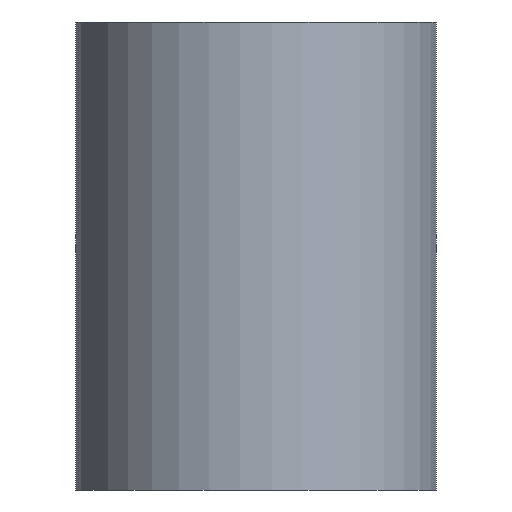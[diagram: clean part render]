
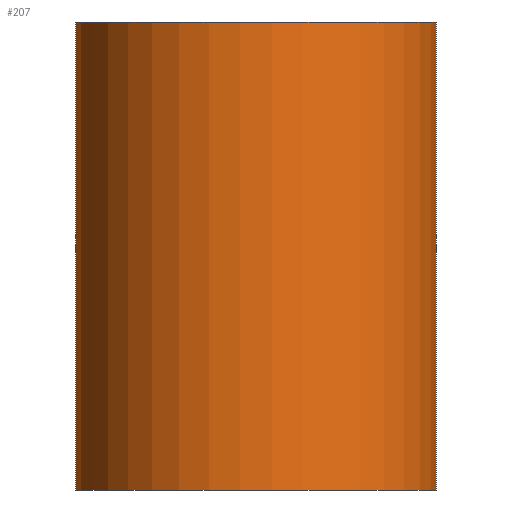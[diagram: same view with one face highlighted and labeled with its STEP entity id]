
A CAD part, left-side view. The second image highlights one B-rep face of the part: STEP entity #207.
In plain terms, the highlighted cylindrical face has radius 58 mm (diameter 116 mm), a partial arc.
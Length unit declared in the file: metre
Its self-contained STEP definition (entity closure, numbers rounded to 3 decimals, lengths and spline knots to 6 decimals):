
#73=CARTESIAN_POINT('',(-0.1119,-0.056,0.0));
#74=VERTEX_POINT('',#73);
#75=CARTESIAN_POINT('',(-0.1119,-0.056,0.15));
#76=VERTEX_POINT('',#75);
#77=CARTESIAN_POINT('',(-0.1119,-0.056,0.0));
#78=DIRECTION('',(0.0,0.0,1.0));
#79=VECTOR('',#78,0.15);
#80=LINE('',#77,#79);
#81=EDGE_CURVE('',#74,#76,#80,.T.);
#123=CARTESIAN_POINT('',(-0.1119,0.056,0.0));
#124=VERTEX_POINT('',#123);
#125=CARTESIAN_POINT('',(-0.127,0.,0.0));
#126=DIRECTION('',(0.0,0.0,-1.0));
#127=DIRECTION('',(-1.0,0.0,0.0));
#128=AXIS2_PLACEMENT_3D('',#125,#126,#127);
#129=CIRCLE('',#128,0.058);
#130=EDGE_CURVE('',#74,#124,#129,.T.);
#146=CARTESIAN_POINT('',(-0.1119,0.056,0.15));
#147=VERTEX_POINT('',#146);
#148=CARTESIAN_POINT('',(-0.1119,0.056,0.15));
#149=DIRECTION('',(0.0,0.0,-1.0));
#150=VECTOR('',#149,0.15);
#151=LINE('',#148,#150);
#152=EDGE_CURVE('',#147,#124,#151,.T.);
#190=CARTESIAN_POINT('',(-0.127,0.,0.0));
#191=DIRECTION('',(0.0,0.0,1.0));
#192=DIRECTION('',(-1.0,0.0,0.0));
#193=AXIS2_PLACEMENT_3D('',#190,#191,#192);
#194=CYLINDRICAL_SURFACE('',#193,0.058);
#195=ORIENTED_EDGE('',*,*,#81,.T.);
#196=CARTESIAN_POINT('',(-0.127,0.,0.15));
#197=DIRECTION('',(0.0,0.0,-1.0));
#198=DIRECTION('',(-1.0,0.0,0.0));
#199=AXIS2_PLACEMENT_3D('',#196,#197,#198);
#200=CIRCLE('',#199,0.058);
#201=EDGE_CURVE('',#76,#147,#200,.T.);
#202=ORIENTED_EDGE('',*,*,#201,.T.);
#203=ORIENTED_EDGE('',*,*,#152,.T.);
#204=ORIENTED_EDGE('',*,*,#130,.F.);
#205=EDGE_LOOP('',(#195,#202,#203,#204));
#206=FACE_OUTER_BOUND('',#205,.T.);
#207=ADVANCED_FACE('',(#206),#194,.T.);
